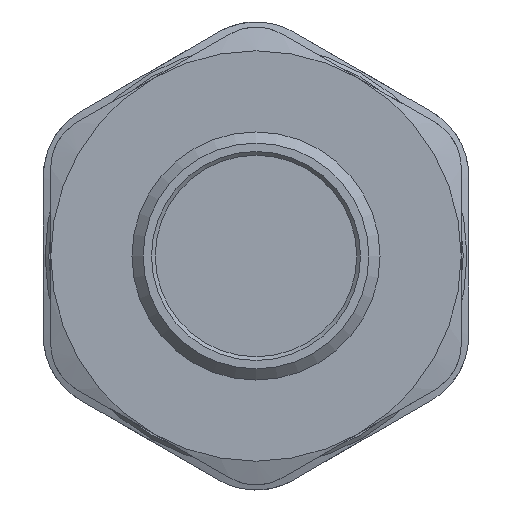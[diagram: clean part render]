
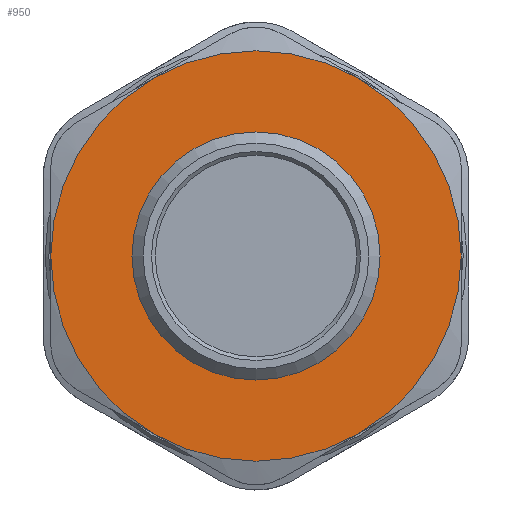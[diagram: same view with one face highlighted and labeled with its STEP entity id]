
A CAD part, front view. The second image highlights one B-rep face of the part: STEP entity #950.
In plain terms, the highlighted planar face has unit normal (0, -1, 0).
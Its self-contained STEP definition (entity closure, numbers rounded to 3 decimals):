
#191=FACE_BOUND('',#363,.T.);
#302=FACE_OUTER_BOUND('',#362,.T.);
#362=EDGE_LOOP('',(#869,#870,#871,#872,#873,#874));
#363=EDGE_LOOP('',(#875));
#388=CIRCLE('',#1044,27.5);
#389=CIRCLE('',#1046,27.5);
#390=CIRCLE('',#1048,27.5);
#391=CIRCLE('',#1050,27.5);
#392=CIRCLE('',#1052,27.5);
#393=CIRCLE('',#1054,27.5);
#396=CIRCLE('',#1061,15.125);
#447=VERTEX_POINT('',#1640);
#455=VERTEX_POINT('',#1690);
#461=VERTEX_POINT('',#1734);
#467=VERTEX_POINT('',#1778);
#473=VERTEX_POINT('',#1822);
#476=VERTEX_POINT('',#1859);
#479=VERTEX_POINT('',#1890);
#600=EDGE_CURVE('',#473,#467,#388,.T.);
#601=EDGE_CURVE('',#476,#473,#389,.T.);
#602=EDGE_CURVE('',#447,#476,#390,.T.);
#603=EDGE_CURVE('',#455,#447,#391,.T.);
#604=EDGE_CURVE('',#461,#455,#392,.T.);
#605=EDGE_CURVE('',#467,#461,#393,.T.);
#610=EDGE_CURVE('',#479,#479,#396,.T.);
#869=ORIENTED_EDGE('',*,*,#605,.F.);
#870=ORIENTED_EDGE('',*,*,#600,.F.);
#871=ORIENTED_EDGE('',*,*,#601,.F.);
#872=ORIENTED_EDGE('',*,*,#602,.F.);
#873=ORIENTED_EDGE('',*,*,#603,.F.);
#874=ORIENTED_EDGE('',*,*,#604,.F.);
#875=ORIENTED_EDGE('',*,*,#610,.T.);
#894=PLANE('',#1062);
#950=ADVANCED_FACE('',(#302,#191),#894,.T.);
#1044=AXIS2_PLACEMENT_3D('',#1869,#1239,#1240);
#1046=AXIS2_PLACEMENT_3D('',#1871,#1243,#1244);
#1048=AXIS2_PLACEMENT_3D('',#1873,#1247,#1248);
#1050=AXIS2_PLACEMENT_3D('',#1875,#1251,#1252);
#1052=AXIS2_PLACEMENT_3D('',#1877,#1255,#1256);
#1054=AXIS2_PLACEMENT_3D('',#1879,#1259,#1260);
#1061=AXIS2_PLACEMENT_3D('',#1891,#1275,#1276);
#1062=AXIS2_PLACEMENT_3D('',#1893,#1278,#1279);
#1239=DIRECTION('center_axis',(0.,1.,0.));
#1240=DIRECTION('ref_axis',(1.,0.,0.));
#1243=DIRECTION('center_axis',(0.,1.,0.));
#1244=DIRECTION('ref_axis',(1.,0.,0.));
#1247=DIRECTION('center_axis',(0.,1.,0.));
#1248=DIRECTION('ref_axis',(1.,0.,0.));
#1251=DIRECTION('center_axis',(0.,1.,0.));
#1252=DIRECTION('ref_axis',(1.,0.,0.));
#1255=DIRECTION('center_axis',(0.,1.,0.));
#1256=DIRECTION('ref_axis',(1.,0.,0.));
#1259=DIRECTION('center_axis',(0.,1.,0.));
#1260=DIRECTION('ref_axis',(1.,0.,0.));
#1275=DIRECTION('center_axis',(0.,1.,0.));
#1276=DIRECTION('ref_axis',(1.,0.,0.));
#1278=DIRECTION('center_axis',(0.,-1.,0.));
#1279=DIRECTION('ref_axis',(0.,0.,-1.));
#1640=CARTESIAN_POINT('',(16.699,-4.57,0.));
#1690=CARTESIAN_POINT('',(2.949,-4.57,23.816));
#1734=CARTESIAN_POINT('',(-24.551,-4.57,23.816));
#1778=CARTESIAN_POINT('',(-38.301,-4.57,0.));
#1822=CARTESIAN_POINT('',(-24.551,-4.57,-23.816));
#1859=CARTESIAN_POINT('',(2.949,-4.57,-23.816));
#1869=CARTESIAN_POINT('Origin',(-10.801,-4.57,0.));
#1871=CARTESIAN_POINT('Origin',(-10.801,-4.57,0.));
#1873=CARTESIAN_POINT('Origin',(-10.801,-4.57,0.));
#1875=CARTESIAN_POINT('Origin',(-10.801,-4.57,0.));
#1877=CARTESIAN_POINT('Origin',(-10.801,-4.57,0.));
#1879=CARTESIAN_POINT('Origin',(-10.801,-4.57,0.));
#1890=CARTESIAN_POINT('',(4.324,-4.57,0.));
#1891=CARTESIAN_POINT('Origin',(-10.801,-4.57,0.));
#1893=CARTESIAN_POINT('Origin',(-38.301,-4.57,0.));
